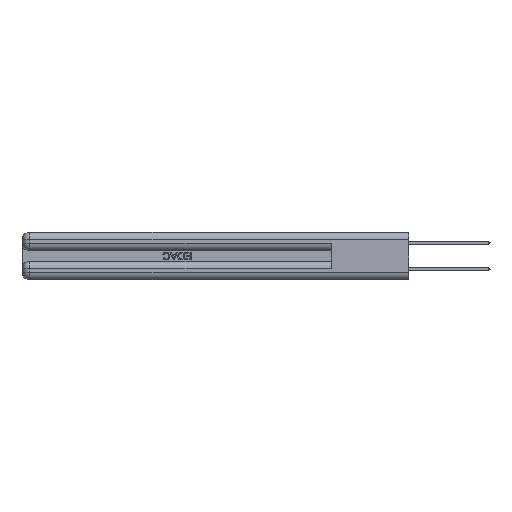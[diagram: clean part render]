
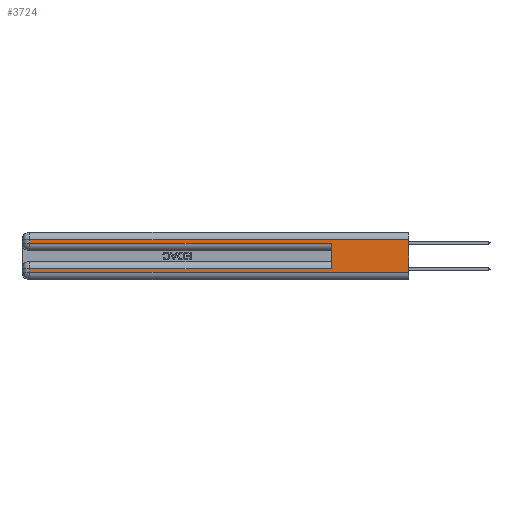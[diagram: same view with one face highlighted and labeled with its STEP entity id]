
A CAD part, left-side view. The second image highlights one B-rep face of the part: STEP entity #3724.
In plain terms, the highlighted planar face has unit normal (-1, 0, 0).
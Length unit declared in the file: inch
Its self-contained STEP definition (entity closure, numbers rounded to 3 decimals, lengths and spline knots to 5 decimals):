
#717 = VERTEX_POINT ( 'NONE', #8440 ) ;
#3187 = DIRECTION ( 'NONE',  ( 0., 0., -1. ) ) ;
#3219 = VECTOR ( 'NONE', #41827, 39.37008 ) ;
#3364 = CARTESIAN_POINT ( 'NONE',  ( 0., 0.6, 0.145 ) ) ;
#3591 = CARTESIAN_POINT ( 'NONE',  ( 0., 2.94, 0.37 ) ) ;
#3724 = ADVANCED_FACE ( 'NONE', ( #25723 ), #45964, .F. ) ;
#4093 = CARTESIAN_POINT ( 'NONE',  ( 0., 2.94, 0.31 ) ) ;
#4713 = EDGE_CURVE ( 'NONE', #34961, #46266, #40279, .T. ) ;
#4856 = LINE ( 'NONE', #34873, #14013 ) ;
#6446 = CARTESIAN_POINT ( 'NONE',  ( 0., 2.94, 0.085 ) ) ;
#8440 = CARTESIAN_POINT ( 'NONE',  ( 0., 0.6, 0.285 ) ) ;
#10460 = EDGE_CURVE ( 'NONE', #29086, #34961, #12398, .T. ) ;
#10706 = ORIENTED_EDGE ( 'NONE', *, *, #23834, .F. ) ;
#11404 = ORIENTED_EDGE ( 'NONE', *, *, #29210, .F. ) ;
#12398 = LINE ( 'NONE', #26210, #21499 ) ;
#13548 = VECTOR ( 'NONE', #42622, 39.37008 ) ;
#14013 = VECTOR ( 'NONE', #23127, 39.37008 ) ;
#14669 = DIRECTION ( 'NONE',  ( 0., -1., 0. ) ) ;
#15778 = CARTESIAN_POINT ( 'NONE',  ( 0., 0., 0.06 ) ) ;
#17947 = EDGE_CURVE ( 'NONE', #19826, #717, #49003, .T. ) ;
#19685 = DIRECTION ( 'NONE',  ( 0., -1., 0. ) ) ;
#19826 = VERTEX_POINT ( 'NONE', #20683 ) ;
#20683 = CARTESIAN_POINT ( 'NONE',  ( 0., 2.94, 0.285 ) ) ;
#20976 = LINE ( 'NONE', #3364, #40507 ) ;
#21499 = VECTOR ( 'NONE', #22306, 39.37008 ) ;
#22306 = DIRECTION ( 'NONE',  ( 0., 0., -1. ) ) ;
#22643 = CARTESIAN_POINT ( 'NONE',  ( 0., 0., 0.37 ) ) ;
#22801 = DIRECTION ( 'NONE',  ( 0., 0., 1. ) ) ;
#23127 = DIRECTION ( 'NONE',  ( 0., 1., 0. ) ) ;
#23546 = CARTESIAN_POINT ( 'NONE',  ( 0., 0., 0.37 ) ) ;
#23834 = EDGE_CURVE ( 'NONE', #38583, #46266, #35030, .T. ) ;
#25723 = FACE_OUTER_BOUND ( 'NONE', #44642, .T. ) ;
#25867 = VECTOR ( 'NONE', #46866, 39.37008 ) ;
#26210 = CARTESIAN_POINT ( 'NONE',  ( 0., 2.94, 0.37 ) ) ;
#26228 = CARTESIAN_POINT ( 'NONE',  ( 0., 0., 0.285 ) ) ;
#26546 = DIRECTION ( 'NONE',  ( 1., 0., 0. ) ) ;
#29086 = VERTEX_POINT ( 'NONE', #6446 ) ;
#29210 = EDGE_CURVE ( 'NONE', #40890, #717, #20976, .T. ) ;
#29642 = CARTESIAN_POINT ( 'NONE',  ( 0., 0.6, 0.085 ) ) ;
#29790 = EDGE_CURVE ( 'NONE', #38583, #46278, #45907, .T. ) ;
#29892 = VECTOR ( 'NONE', #19685, 39.37008 ) ;
#30067 = CARTESIAN_POINT ( 'NONE',  ( 0., 0., 0.31 ) ) ;
#30520 = CARTESIAN_POINT ( 'NONE',  ( 0., 0., 0.31 ) ) ;
#31295 = AXIS2_PLACEMENT_3D ( 'NONE', #22643, #26546, #3187 ) ;
#32563 = EDGE_CURVE ( 'NONE', #40890, #29086, #4856, .T. ) ;
#34873 = CARTESIAN_POINT ( 'NONE',  ( 0., 0., 0.085 ) ) ;
#34961 = VERTEX_POINT ( 'NONE', #40515 ) ;
#35030 = LINE ( 'NONE', #23546, #25867 ) ;
#36716 = LINE ( 'NONE', #3591, #13548 ) ;
#38583 = VERTEX_POINT ( 'NONE', #30520 ) ;
#38648 = VECTOR ( 'NONE', #14669, 39.37008 ) ;
#40279 = LINE ( 'NONE', #15778, #29892 ) ;
#40309 = ORIENTED_EDGE ( 'NONE', *, *, #17947, .T. ) ;
#40507 = VECTOR ( 'NONE', #22801, 39.37008 ) ;
#40515 = CARTESIAN_POINT ( 'NONE',  ( 0., 2.94, 0.06 ) ) ;
#40890 = VERTEX_POINT ( 'NONE', #29642 ) ;
#41359 = ORIENTED_EDGE ( 'NONE', *, *, #46194, .T. ) ;
#41827 = DIRECTION ( 'NONE',  ( 0., 1., 0. ) ) ;
#42622 = DIRECTION ( 'NONE',  ( 0., 0., -1. ) ) ;
#44588 = ORIENTED_EDGE ( 'NONE', *, *, #10460, .T. ) ;
#44642 = EDGE_LOOP ( 'NONE', ( #10706, #49632, #41359, #40309, #11404, #46734, #44588, #45077 ) ) ;
#45077 = ORIENTED_EDGE ( 'NONE', *, *, #4713, .T. ) ;
#45907 = LINE ( 'NONE', #30067, #3219 ) ;
#45964 = PLANE ( 'NONE',  #31295 ) ;
#46194 = EDGE_CURVE ( 'NONE', #46278, #19826, #36716, .T. ) ;
#46266 = VERTEX_POINT ( 'NONE', #46861 ) ;
#46278 = VERTEX_POINT ( 'NONE', #4093 ) ;
#46734 = ORIENTED_EDGE ( 'NONE', *, *, #32563, .T. ) ;
#46861 = CARTESIAN_POINT ( 'NONE',  ( 0., 0., 0.06 ) ) ;
#46866 = DIRECTION ( 'NONE',  ( 0., 0., -1. ) ) ;
#49003 = LINE ( 'NONE', #26228, #38648 ) ;
#49632 = ORIENTED_EDGE ( 'NONE', *, *, #29790, .T. ) ;
